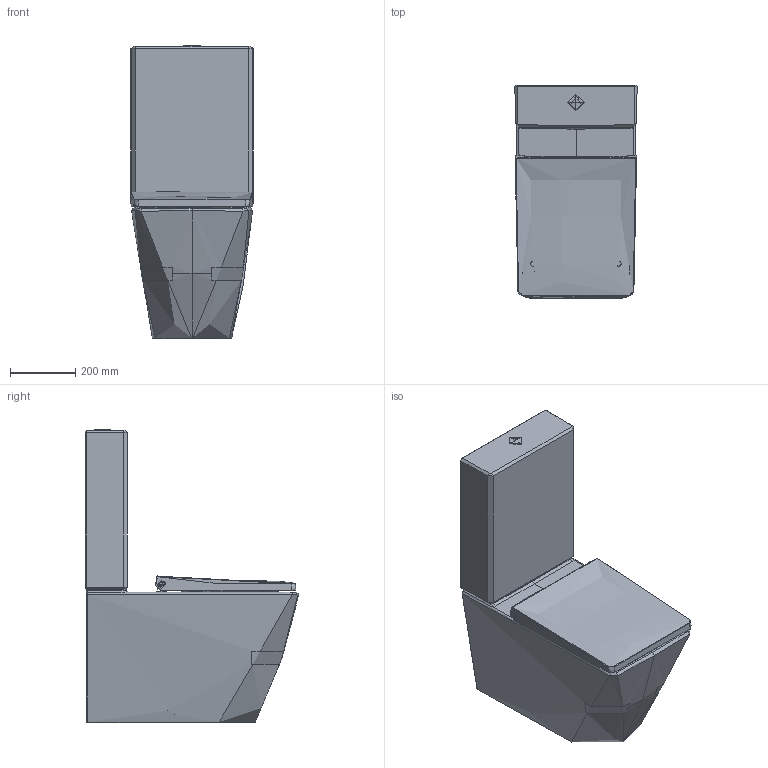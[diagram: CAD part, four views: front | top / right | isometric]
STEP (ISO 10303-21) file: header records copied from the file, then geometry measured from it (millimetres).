
FILE_DESCRIPTION(/* description */ (''),/* implementation_level */ '2;1');
FILE_NAME(/* name */ '219109',/* time_stamp */ '2019-02-19T13:10:52+01:00',/* author */ (''),/* organization */ (''),/* preprocessor_version */ 'ST-DEVELOPER v15',/* originating_system */ '',/* authorisation */ '');
FILE_SCHEMA (('AUTOMOTIVE_DESIGN'));
Products named in the file (1): Document
Bounding box: 373.9 x 653.28 x 898.94 mm (x, y, z)
Volume: 6951941 mm3; surface area: 3004888.6 mm2
Topology: 10 solids, 25 shells, 3501 faces, 9153 edges, 5422 vertices
Faces by surface type: bspline 3501
Entity records: 572275 total; most frequent: CARTESIAN_POINT 461046, B_SPLINE_CURVE_WITH_KNOTS 22676, ORIENTED_EDGE 17519, PCURVE 17519, DEFINITIONAL_REPRESENTATION 17519, SURFACE_CURVE 9071, EDGE_CURVE 9071, VERTEX_POINT 5422
